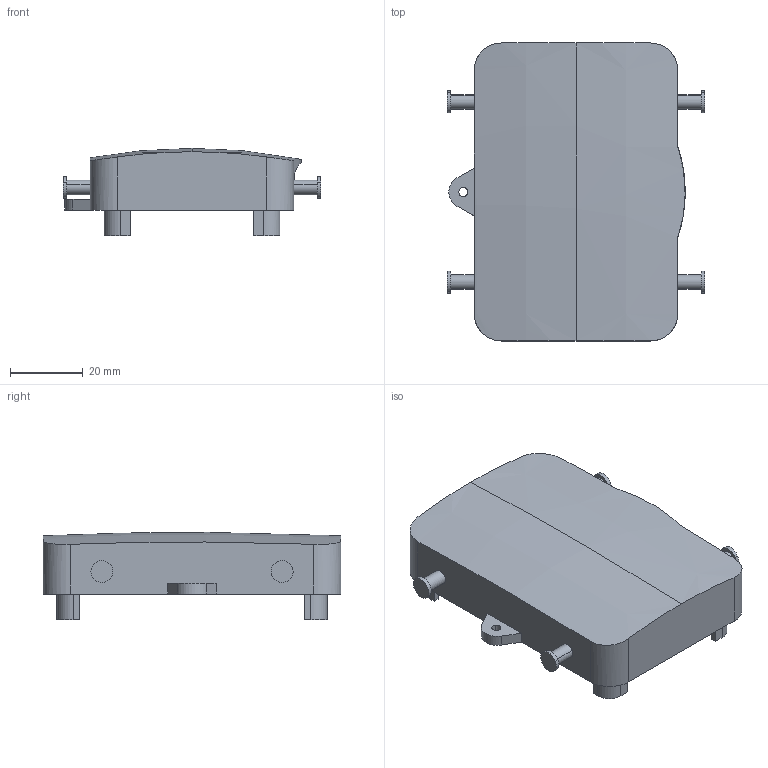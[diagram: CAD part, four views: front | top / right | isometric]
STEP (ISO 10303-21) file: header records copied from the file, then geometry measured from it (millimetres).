
FILE_DESCRIPTION(('CATIA V5 STEP Exchange','CAx-IF Rec.Pracs.--- Model Styling and Organization---1.4--- 2014-01-23'),'2;1');
FILE_NAME ('018407-2_2', '2019-07-25T14:18:58+00:00', ('none'), ('Weidmueller'), 'CATIA Version 5-6 Release 2016 SP3 HF44', 'CATIA V5 STEP AP214', 'none');
FILE_SCHEMA(('AUTOMOTIVE_DESIGN { 1 0 10303 214 1 1 1 1 }'));
Length unit declared in the file: millimetre
Products named in the file (1): 1665920000
Bounding box: 71 x 82 x 23.99 mm (x, y, z)
Volume: 28031.8 mm3; surface area: 17169.4 mm2
Topology: 1 solids, 1 shells, 87 faces, 232 edges, 156 vertices
Faces by surface type: plane 50, cylinder 33, revolution 4
Entity records: 2831 total; most frequent: CARTESIAN_POINT 830, ORIENTED_EDGE 464, DIRECTION 299, EDGE_CURVE 232, VERTEX_POINT 156, VECTOR 133, LINE 133, AXIS2_PLACEMENT_3D 108
